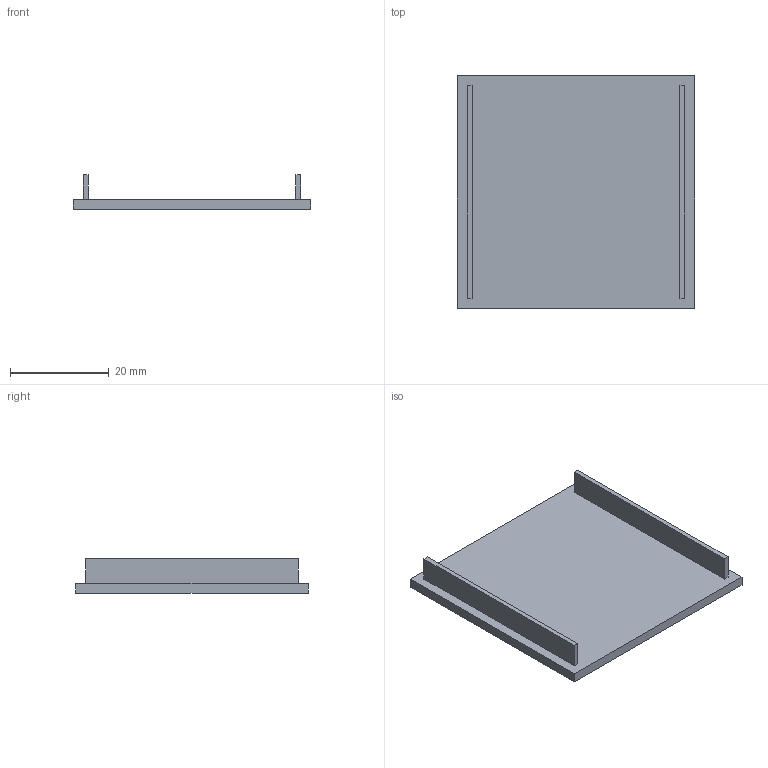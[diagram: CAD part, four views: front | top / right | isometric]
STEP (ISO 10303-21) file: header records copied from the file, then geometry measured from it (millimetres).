
FILE_DESCRIPTION(('STEP AP214'), '1');
FILE_NAME('Motor box wall', '2020-12-31T14:45:09', (''), (''), 'ASCON STEP Converter 1.3', 'ASCON Math Kernel', '');
FILE_SCHEMA(('AUTOMOTIVE_DESIGN { 1 0 10303 214 3 1 1}'));
Length unit declared in the file: millimetre
Bounding box: 48 x 47 x 7 mm (x, y, z)
Volume: 4942 mm3; surface area: 5772 mm2
Topology: 1 solids, 1 shells, 16 faces, 36 edges, 24 vertices
Faces by surface type: plane 16
Entity records: 607 total; most frequent: CARTESIAN_POINT 77, ORIENTED_EDGE 72, DIRECTION 70, EDGE_CURVE 36, LINE 36, VECTOR 36, VERTEX_POINT 24, FACE_BOUND 18
